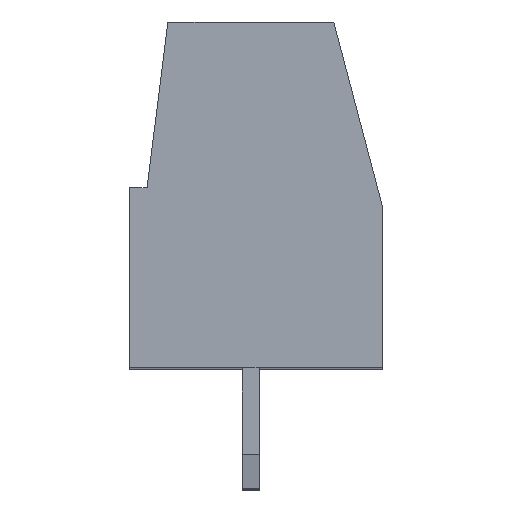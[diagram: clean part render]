
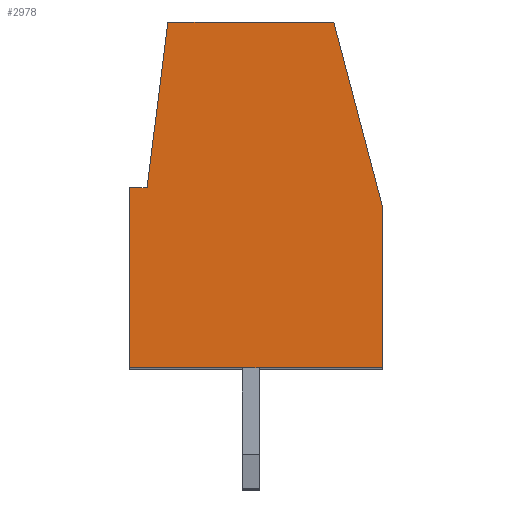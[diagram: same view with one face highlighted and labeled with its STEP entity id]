
A CAD part, top view. The second image highlights one B-rep face of the part: STEP entity #2978.
In plain terms, the highlighted planar face has unit normal (0, 0, 1).
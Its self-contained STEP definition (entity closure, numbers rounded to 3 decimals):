
#13=DIRECTION('',(0.,1.,0.));
#14=VECTOR('',#13,5.2);
#15=CARTESIAN_POINT('',(-3.5,-3.305,19.6));
#16=LINE('',#15,#14);
#17=DIRECTION('',(1.,0.,0.));
#18=VECTOR('',#17,0.5);
#19=CARTESIAN_POINT('',(-3.5,1.895,19.6));
#20=LINE('',#19,#18);
#21=DIRECTION('',(0.124,0.992,0.));
#22=VECTOR('',#21,4.837);
#23=CARTESIAN_POINT('',(-3.,1.895,19.6));
#24=LINE('',#23,#22);
#25=DIRECTION('',(1.,0.,0.));
#26=VECTOR('',#25,4.8);
#27=CARTESIAN_POINT('',(-2.4,6.695,19.6));
#28=LINE('',#27,#26);
#29=DIRECTION('',(0.255,-0.967,0.));
#30=VECTOR('',#29,5.482);
#31=CARTESIAN_POINT('',(2.4,6.695,19.6));
#32=LINE('',#31,#30);
#33=DIRECTION('',(0.,-1.,0.));
#34=VECTOR('',#33,4.7);
#35=CARTESIAN_POINT('',(3.8,1.395,19.6));
#36=LINE('',#35,#34);
#37=DIRECTION('',(-1.,0.,0.));
#38=VECTOR('',#37,7.3);
#39=CARTESIAN_POINT('',(3.8,-3.305,19.6));
#40=LINE('',#39,#38);
#2341=CARTESIAN_POINT('',(-3.5,-3.305,19.6));
#2342=CARTESIAN_POINT('',(-3.5,1.895,19.6));
#2343=VERTEX_POINT('',#2341);
#2344=VERTEX_POINT('',#2342);
#2345=CARTESIAN_POINT('',(3.8,-3.305,19.6));
#2346=VERTEX_POINT('',#2345);
#2347=CARTESIAN_POINT('',(3.8,1.395,19.6));
#2348=VERTEX_POINT('',#2347);
#2349=CARTESIAN_POINT('',(2.4,6.695,19.6));
#2350=VERTEX_POINT('',#2349);
#2351=CARTESIAN_POINT('',(-2.4,6.695,19.6));
#2352=VERTEX_POINT('',#2351);
#2353=CARTESIAN_POINT('',(-3.,1.895,19.6));
#2354=VERTEX_POINT('',#2353);
#2957=CARTESIAN_POINT('',(0.,0.,19.6));
#2958=DIRECTION('',(0.,0.,1.));
#2959=DIRECTION('',(1.,0.,0.));
#2960=AXIS2_PLACEMENT_3D('',#2957,#2958,#2959);
#2961=PLANE('',#2960);
#2963=ORIENTED_EDGE('',*,*,#2962,.T.);
#2965=ORIENTED_EDGE('',*,*,#2964,.T.);
#2967=ORIENTED_EDGE('',*,*,#2966,.T.);
#2969=ORIENTED_EDGE('',*,*,#2968,.T.);
#2971=ORIENTED_EDGE('',*,*,#2970,.T.);
#2973=ORIENTED_EDGE('',*,*,#2972,.T.);
#2975=ORIENTED_EDGE('',*,*,#2974,.T.);
#2976=EDGE_LOOP('',(#2963,#2965,#2967,#2969,#2971,#2973,#2975));
#2977=FACE_OUTER_BOUND('',#2976,.F.);
#2962=EDGE_CURVE('',#2343,#2344,#16,.T.);
#2964=EDGE_CURVE('',#2344,#2354,#20,.T.);
#2966=EDGE_CURVE('',#2354,#2352,#24,.T.);
#2968=EDGE_CURVE('',#2352,#2350,#28,.T.);
#2970=EDGE_CURVE('',#2350,#2348,#32,.T.);
#2972=EDGE_CURVE('',#2348,#2346,#36,.T.);
#2974=EDGE_CURVE('',#2346,#2343,#40,.T.);
#2978=ADVANCED_FACE('',(#2977),#2961,.T.);
